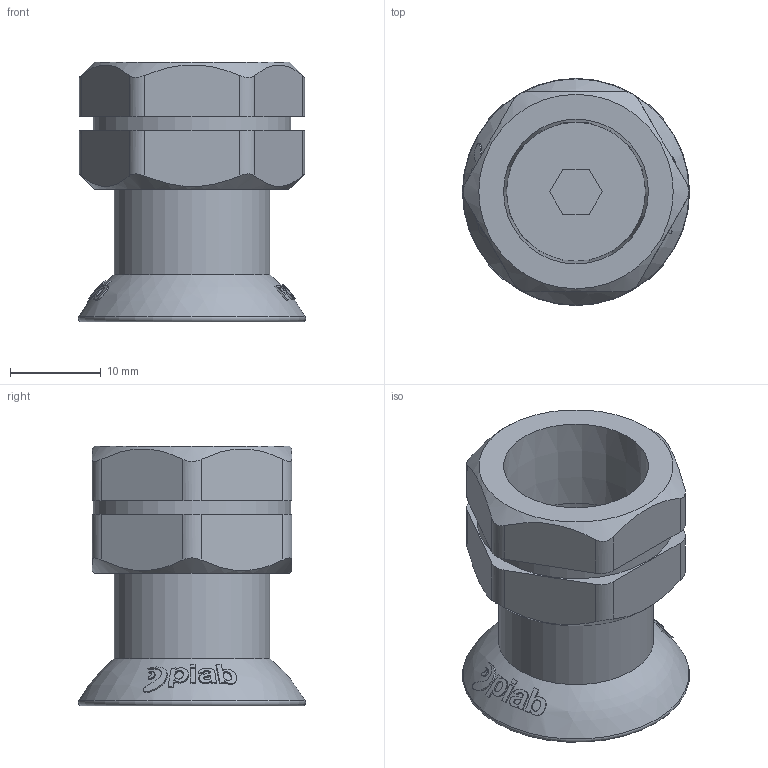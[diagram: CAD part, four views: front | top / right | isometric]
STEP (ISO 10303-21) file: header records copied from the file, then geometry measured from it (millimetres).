
FILE_DESCRIPTION( ( 'Unknown' ), '1' );
FILE_NAME( 'SE-0409635.stp', 'Unknown', ( 'Unknown' ), ( 'Unknown' ), 'PSStep 17.0.49', 'Unknown', ' ' );
FILE_SCHEMA( ( 'AUTOMOTIVE_DESIGN { 1 0 10303 214 1 1 1 1 }' ) );
Length unit declared in the file: millimetre
Products named in the file (3): Assem1; SE-0409614; SE-0409482
Assembly tree (2 placements, depth 2):
  Assem1
    SE-0409614
    SE-0409482
Bounding box: 25 x 25 x 28.59 mm (x, y, z)
Volume: 8368.9 mm3; surface area: 4965.7 mm2
Topology: 2 solids, 2 shells, 247 faces, 664 edges, 439 vertices
Faces by surface type: bspline 176, plane 43, cylinder 23, cone 4, torus 1
Full cylindrical faces by diameter (mm): 10 x3, 15.281 x1, 16 x1, 17.149 x1, 21.785 x1
Entity records: 11807 total; most frequent: CARTESIAN_POINT 5225, ORIENTED_EDGE 1276, EDGE_CURVE 638, B_SPLINE_CURVE_WITH_KNOTS 510, VERTEX_POINT 432, DIRECTION 316, EDGE_LOOP 285, FACE_OUTER_BOUND 256
